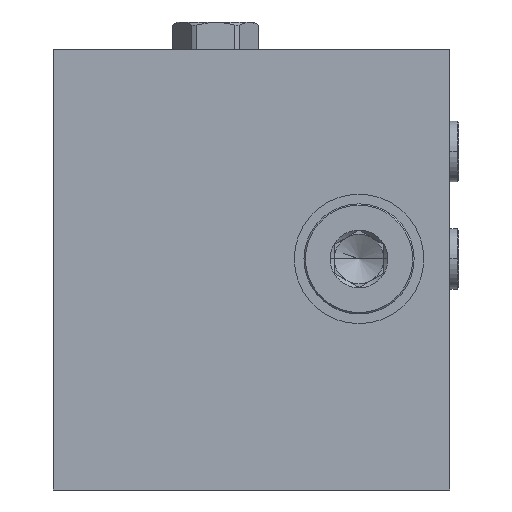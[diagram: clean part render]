
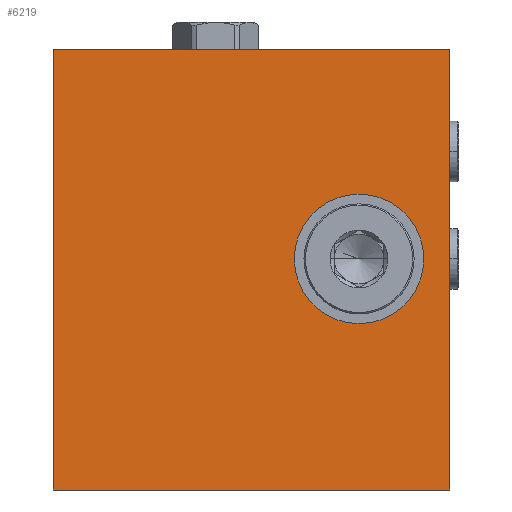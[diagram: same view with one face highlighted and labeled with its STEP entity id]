
A CAD part, left-side view. The second image highlights one B-rep face of the part: STEP entity #6219.
In plain terms, the highlighted planar face has unit normal (-1, 0, 0).
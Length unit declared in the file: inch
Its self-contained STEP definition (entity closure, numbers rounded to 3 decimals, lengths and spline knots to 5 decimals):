
#1=DIRECTION('',(0.,-1.,0.));
#2=VECTOR('',#1,4.5);
#3=CARTESIAN_POINT('',(0.,0.,0.));
#4=LINE('',#3,#2);
#47=DIRECTION('',(0.,0.,1.));
#48=VECTOR('',#47,5.);
#49=CARTESIAN_POINT('',(0.,0.,0.));
#50=LINE('',#49,#48);
#51=CARTESIAN_POINT('',(0.,-3.469,2.623));
#52=DIRECTION('',(1.,0.,0.));
#53=DIRECTION('',(0.,0.,-1.));
#54=AXIS2_PLACEMENT_3D('',#51,#52,#53);
#56=CARTESIAN_POINT('',(0.,-3.469,2.623));
#57=DIRECTION('',(1.,0.,0.));
#58=DIRECTION('',(0.,0.,1.));
#59=AXIS2_PLACEMENT_3D('',#56,#57,#58);
#119=DIRECTION('',(0.,0.,1.));
#120=VECTOR('',#119,5.);
#121=CARTESIAN_POINT('',(0.,-4.5,0.));
#122=LINE('',#121,#120);
#183=DIRECTION('',(0.,-1.,0.));
#184=VECTOR('',#183,4.5);
#185=CARTESIAN_POINT('',(0.,0.,5.));
#186=LINE('',#185,#184);
#5360=CARTESIAN_POINT('',(0.,0.,0.));
#5361=CARTESIAN_POINT('',(0.,-4.5,0.));
#5362=VERTEX_POINT('',#5360);
#5363=VERTEX_POINT('',#5361);
#5368=CARTESIAN_POINT('',(0.,0.,5.));
#5369=CARTESIAN_POINT('',(0.,-4.5,5.));
#5370=VERTEX_POINT('',#5368);
#5371=VERTEX_POINT('',#5369);
#5858=CARTESIAN_POINT('',(0.,-3.469,1.8885));
#5859=CARTESIAN_POINT('',(0.,-3.469,3.3575));
#5860=VERTEX_POINT('',#5858);
#5861=VERTEX_POINT('',#5859);
#6199=CARTESIAN_POINT('',(0.,0.,0.));
#6200=DIRECTION('',(-1.,0.,0.));
#6201=DIRECTION('',(0.,-1.,0.));
#6202=AXIS2_PLACEMENT_3D('',#6199,#6200,#6201);
#6203=PLANE('',#6202);
#6204=ORIENTED_EDGE('',*,*,#6170,.F.);
#6206=ORIENTED_EDGE('',*,*,#6205,.T.);
#6208=ORIENTED_EDGE('',*,*,#6207,.T.);
#6210=ORIENTED_EDGE('',*,*,#6209,.F.);
#6211=EDGE_LOOP('',(#6204,#6206,#6208,#6210));
#6212=FACE_OUTER_BOUND('',#6211,.F.);
#6214=ORIENTED_EDGE('',*,*,#6213,.F.);
#6216=ORIENTED_EDGE('',*,*,#6215,.F.);
#6217=EDGE_LOOP('',(#6214,#6216));
#6218=FACE_BOUND('',#6217,.F.);
#6219=ADVANCED_FACE('',(#6212,#6218),#6203,.T.);
#55=CIRCLE('',#54,0.7345);
#60=CIRCLE('',#59,0.7345);
#6170=EDGE_CURVE('',#5362,#5363,#4,.T.);
#6205=EDGE_CURVE('',#5362,#5370,#50,.T.);
#6207=EDGE_CURVE('',#5370,#5371,#186,.T.);
#6209=EDGE_CURVE('',#5363,#5371,#122,.T.);
#6213=EDGE_CURVE('',#5860,#5861,#55,.T.);
#6215=EDGE_CURVE('',#5861,#5860,#60,.T.);
